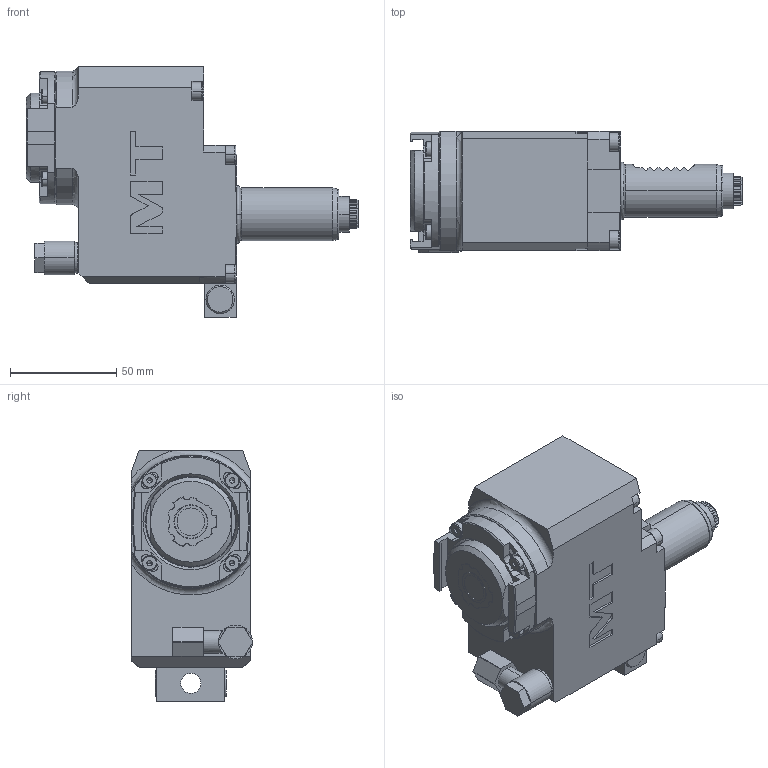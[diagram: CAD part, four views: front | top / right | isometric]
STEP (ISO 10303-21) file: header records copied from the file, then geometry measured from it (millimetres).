
FILE_DESCRIPTION((''),'2;1');
FILE_NAME('SAU0566120_CONF','2025-01-13T09:01:55',('fpalella'),('M.T. srl'),'CREO PARAMETRIC BY PTC INC, 2023352','CREO PARAMETRIC BY PTC INC, 2023352','');
FILE_SCHEMA(('CONFIG_CONTROL_DESIGN'));
Length unit declared in the file: millimetre
Products named in the file (1): SAU0566120_CONF
Bounding box: 156.16 x 57.08 x 118 mm (x, y, z)
Volume: 482568.5 mm3; surface area: 56559 mm2
Topology: 1 solids, 1 shells, 767 faces, 2098 edges, 1348 vertices
Faces by surface type: plane 357, cylinder 268, cone 89, torus 43, bspline 6, extrusion 4
Entity records: 25483 total; most frequent: CARTESIAN_POINT 5943, ORIENTED_EDGE 4148, DIRECTION 4084, EDGE_CURVE 2074, AXIS2_PLACEMENT_3D 1524, VERTEX_POINT 1348, VECTOR 1036, LINE 1032
